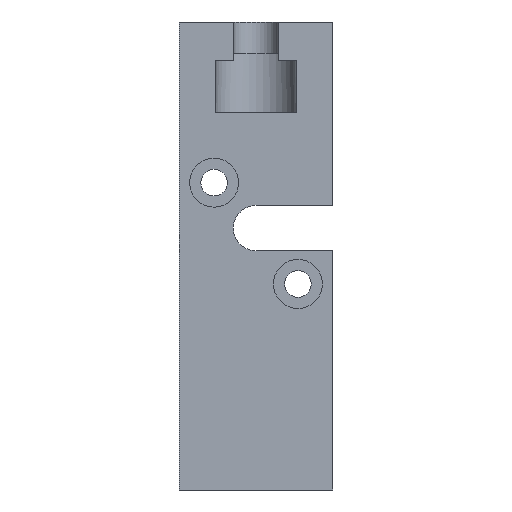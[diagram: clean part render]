
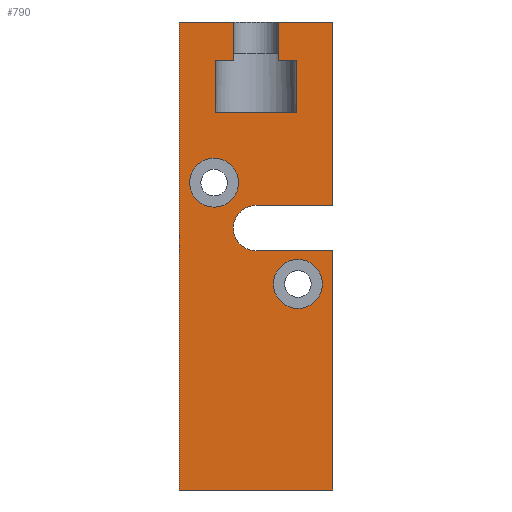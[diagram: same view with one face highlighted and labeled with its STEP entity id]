
A CAD part, front view. The second image highlights one B-rep face of the part: STEP entity #790.
In plain terms, the highlighted planar face has unit normal (0, -1, 0).
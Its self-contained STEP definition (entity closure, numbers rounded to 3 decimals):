
#17=FACE_BOUND('',#103,.T.);
#18=FACE_BOUND('',#104,.T.);
#60=FACE_OUTER_BOUND('',#102,.T.);
#102=EDGE_LOOP('',(#673,#674,#675,#676,#677,#678,#679,#680,#681,#682,#683,
#684,#685,#686,#687,#688));
#103=EDGE_LOOP('',(#689));
#104=EDGE_LOOP('',(#690));
#130=CIRCLE('',#866,3.25);
#131=CIRCLE('',#870,3.5);
#132=CIRCLE('',#871,3.5);
#139=LINE('',#1110,#229);
#142=LINE('',#1121,#232);
#145=LINE('',#1125,#235);
#147=LINE('',#1130,#237);
#150=LINE('',#1137,#240);
#155=LINE('',#1153,#245);
#160=LINE('',#1164,#250);
#161=LINE('',#1167,#251);
#165=LINE('',#1174,#255);
#210=LINE('',#1274,#300);
#214=LINE('',#1284,#304);
#217=LINE('',#1293,#307);
#218=LINE('',#1296,#308);
#220=LINE('',#1300,#310);
#221=LINE('',#1301,#311);
#229=VECTOR('',#892,10.);
#232=VECTOR('',#901,10.);
#235=VECTOR('',#906,10.);
#237=VECTOR('',#910,10.);
#240=VECTOR('',#917,10.);
#245=VECTOR('',#934,10.);
#250=VECTOR('',#945,10.);
#251=VECTOR('',#948,10.);
#255=VECTOR('',#952,10.);
#300=VECTOR('',#1035,10.);
#304=VECTOR('',#1045,10.);
#307=VECTOR('',#1058,10.);
#308=VECTOR('',#1061,10.);
#310=VECTOR('',#1065,10.);
#311=VECTOR('',#1066,10.);
#320=VERTEX_POINT('',#1107);
#321=VERTEX_POINT('',#1109);
#325=VERTEX_POINT('',#1118);
#326=VERTEX_POINT('',#1120);
#328=VERTEX_POINT('',#1128);
#330=VERTEX_POINT('',#1135);
#335=VERTEX_POINT('',#1152);
#338=VERTEX_POINT('',#1162);
#339=VERTEX_POINT('',#1166);
#342=VERTEX_POINT('',#1172);
#377=VERTEX_POINT('',#1271);
#378=VERTEX_POINT('',#1273);
#380=VERTEX_POINT('',#1281);
#381=VERTEX_POINT('',#1283);
#383=VERTEX_POINT('',#1295);
#384=VERTEX_POINT('',#1299);
#385=VERTEX_POINT('',#1302);
#386=VERTEX_POINT('',#1304);
#394=EDGE_CURVE('',#321,#320,#139,.T.);
#399=EDGE_CURVE('',#326,#325,#142,.T.);
#402=EDGE_CURVE('',#325,#321,#145,.T.);
#404=EDGE_CURVE('',#320,#328,#147,.T.);
#408=EDGE_CURVE('',#328,#330,#150,.T.);
#416=EDGE_CURVE('',#335,#326,#155,.T.);
#422=EDGE_CURVE('',#330,#338,#160,.T.);
#423=EDGE_CURVE('',#335,#339,#161,.T.);
#427=EDGE_CURVE('',#342,#338,#165,.T.);
#477=EDGE_CURVE('',#378,#377,#210,.T.);
#482=EDGE_CURVE('',#381,#380,#214,.T.);
#486=EDGE_CURVE('',#377,#381,#130,.T.);
#487=EDGE_CURVE('',#339,#380,#217,.T.);
#488=EDGE_CURVE('',#378,#383,#218,.T.);
#490=EDGE_CURVE('',#384,#342,#220,.T.);
#491=EDGE_CURVE('',#383,#384,#221,.T.);
#492=EDGE_CURVE('',#385,#385,#131,.T.);
#493=EDGE_CURVE('',#386,#386,#132,.T.);
#673=ORIENTED_EDGE('',*,*,#408,.T.);
#674=ORIENTED_EDGE('',*,*,#422,.T.);
#675=ORIENTED_EDGE('',*,*,#427,.F.);
#676=ORIENTED_EDGE('',*,*,#490,.F.);
#677=ORIENTED_EDGE('',*,*,#491,.F.);
#678=ORIENTED_EDGE('',*,*,#488,.F.);
#679=ORIENTED_EDGE('',*,*,#477,.T.);
#680=ORIENTED_EDGE('',*,*,#486,.T.);
#681=ORIENTED_EDGE('',*,*,#482,.T.);
#682=ORIENTED_EDGE('',*,*,#487,.F.);
#683=ORIENTED_EDGE('',*,*,#423,.F.);
#684=ORIENTED_EDGE('',*,*,#416,.T.);
#685=ORIENTED_EDGE('',*,*,#399,.T.);
#686=ORIENTED_EDGE('',*,*,#402,.T.);
#687=ORIENTED_EDGE('',*,*,#394,.T.);
#688=ORIENTED_EDGE('',*,*,#404,.T.);
#689=ORIENTED_EDGE('',*,*,#492,.T.);
#690=ORIENTED_EDGE('',*,*,#493,.T.);
#754=PLANE('',#869);
#790=ADVANCED_FACE('',(#60,#17,#18),#754,.F.);
#866=AXIS2_PLACEMENT_3D('',#1291,#1054,#1055);
#869=AXIS2_PLACEMENT_3D('',#1298,#1063,#1064);
#870=AXIS2_PLACEMENT_3D('',#1303,#1067,#1068);
#871=AXIS2_PLACEMENT_3D('',#1305,#1069,#1070);
#892=DIRECTION('',(-1.,0.,0.));
#901=DIRECTION('',(1.,0.,0.));
#906=DIRECTION('',(0.,0.,-1.));
#910=DIRECTION('',(0.,0.,1.));
#917=DIRECTION('',(1.,0.,0.));
#934=DIRECTION('',(0.,0.,-1.));
#945=DIRECTION('',(0.,0.,1.));
#948=DIRECTION('',(1.,0.,0.));
#952=DIRECTION('',(1.,0.,0.));
#1035=DIRECTION('',(-1.,0.,0.));
#1045=DIRECTION('',(1.,0.,0.));
#1054=DIRECTION('center_axis',(0.,1.,0.));
#1055=DIRECTION('ref_axis',(0.,0.,-1.));
#1058=DIRECTION('',(0.,0.,-1.));
#1061=DIRECTION('',(0.,0.,-1.));
#1063=DIRECTION('center_axis',(0.,1.,0.));
#1064=DIRECTION('ref_axis',(0.,0.,1.));
#1065=DIRECTION('',(0.,0.,1.));
#1066=DIRECTION('',(-1.,0.,0.));
#1067=DIRECTION('center_axis',(0.,1.,0.));
#1068=DIRECTION('ref_axis',(1.,0.,0.));
#1069=DIRECTION('center_axis',(0.,1.,0.));
#1070=DIRECTION('ref_axis',(1.,0.,0.));
#1107=CARTESIAN_POINT('',(-16.75,0.,-13.));
#1109=CARTESIAN_POINT('',(-5.25,0.,-13.));
#1110=CARTESIAN_POINT('',(-11.,0.,-13.));
#1118=CARTESIAN_POINT('',(-5.25,0.,-5.5));
#1120=CARTESIAN_POINT('',(-7.75,0.,-5.5));
#1121=CARTESIAN_POINT('',(-11.,0.,-5.5));
#1125=CARTESIAN_POINT('',(-5.25,0.,-19.5));
#1128=CARTESIAN_POINT('',(-16.75,0.,-5.5));
#1130=CARTESIAN_POINT('',(-16.75,0.,-19.5));
#1135=CARTESIAN_POINT('',(-14.25,0.,-5.5));
#1137=CARTESIAN_POINT('',(-11.,0.,-5.5));
#1152=CARTESIAN_POINT('',(-7.75,0.,0.));
#1153=CARTESIAN_POINT('',(-7.75,0.,-16.75));
#1162=CARTESIAN_POINT('',(-14.25,0.,0.));
#1164=CARTESIAN_POINT('',(-14.25,0.,-16.75));
#1166=CARTESIAN_POINT('',(0.,0.,0.));
#1167=CARTESIAN_POINT('',(-22.,0.,0.));
#1172=CARTESIAN_POINT('',(-22.,0.,0.));
#1174=CARTESIAN_POINT('',(-22.,0.,0.));
#1271=CARTESIAN_POINT('',(-11.,0.,-32.75));
#1273=CARTESIAN_POINT('',(0.,0.,-32.75));
#1274=CARTESIAN_POINT('',(-11.,0.,-32.75));
#1281=CARTESIAN_POINT('',(0.,0.,-26.25));
#1283=CARTESIAN_POINT('',(-11.,0.,-26.25));
#1284=CARTESIAN_POINT('',(-5.5,0.,-26.25));
#1291=CARTESIAN_POINT('Origin',(-11.,0.,-29.5));
#1293=CARTESIAN_POINT('',(0.,0.,0.));
#1295=CARTESIAN_POINT('',(0.,0.,-67.));
#1296=CARTESIAN_POINT('',(0.,0.,0.));
#1298=CARTESIAN_POINT('Origin',(-11.,0.,-33.5));
#1299=CARTESIAN_POINT('',(-22.,0.,-67.));
#1300=CARTESIAN_POINT('',(-22.,0.,-67.));
#1301=CARTESIAN_POINT('',(0.,0.,-67.));
#1302=CARTESIAN_POINT('',(-20.5,0.,-23.));
#1303=CARTESIAN_POINT('Origin',(-17.,0.,-23.));
#1304=CARTESIAN_POINT('',(-8.5,0.,-37.5));
#1305=CARTESIAN_POINT('Origin',(-5.,0.,-37.5));
